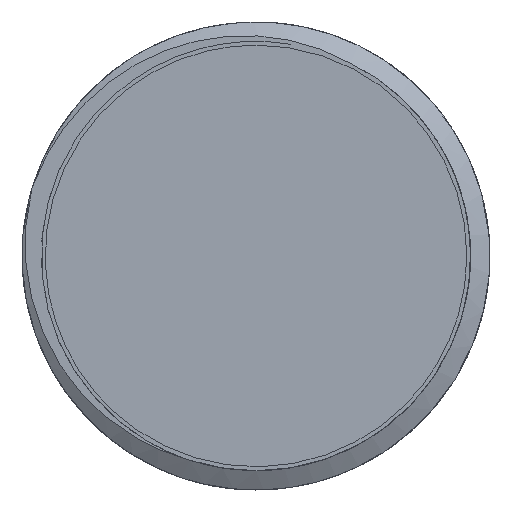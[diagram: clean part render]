
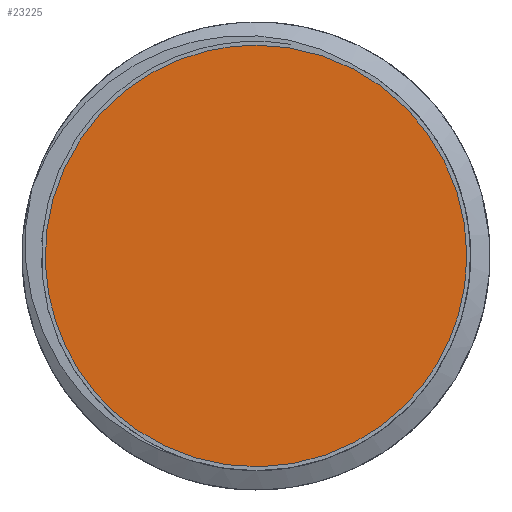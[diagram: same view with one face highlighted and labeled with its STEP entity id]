
A CAD part, left-side view. The second image highlights one B-rep face of the part: STEP entity #23225.
In plain terms, the highlighted free-form (B-spline) face has degree [1, 1] with [2, 2] control points.
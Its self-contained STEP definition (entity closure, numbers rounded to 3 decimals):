
#23196=CARTESIAN_POINT('',(30.855,0.,5.4));
#23197=VERTEX_POINT('',#23196);
#23203=CARTESIAN_POINT('',(30.855,0.,5.4));
#23204=CARTESIAN_POINT('',(30.855,-9.353,5.4));
#23205=CARTESIAN_POINT('',(30.855,-4.677,-2.7));
#23206=CARTESIAN_POINT('',(30.855,0.,-10.8));
#23207=CARTESIAN_POINT('',(30.855,4.677,-2.7));
#23208=CARTESIAN_POINT('',(30.855,9.353,5.4));
#23209=CARTESIAN_POINT('',(30.855,0.,5.4));
#23210=(BOUNDED_CURVE()B_SPLINE_CURVE(2,(#23203,#23204,#23205,#23206,#23207,#23208,#23209),.CIRCULAR_ARC.,.T.,.U.)B_SPLINE_CURVE_WITH_KNOTS((3,2,2,3),(0.,0.333,0.667,1.),.UNSPECIFIED.)CURVE()GEOMETRIC_REPRESENTATION_ITEM()RATIONAL_B_SPLINE_CURVE((1.,0.5,1.,0.5,1.,0.5,1.))REPRESENTATION_ITEM(''));
#23211=EDGE_CURVE('',#23197,#23197,#23210,.T.);
#23217=CARTESIAN_POINT('',(30.855,-10.288,-11.735));
#23218=CARTESIAN_POINT('',(30.855,10.288,-11.735));
#23219=CARTESIAN_POINT('',(30.855,-10.288,8.841));
#23220=CARTESIAN_POINT('',(30.855,10.288,8.841));
#23221=B_SPLINE_SURFACE_WITH_KNOTS('',1,1,((#23217,#23218),(#23219,#23220)),.PLANE_SURF.,.F.,.F.,.U.,(2,2),(2,2),(0.,1.),(0.,1.),.UNSPECIFIED.);
#23222=ORIENTED_EDGE('',*,*,#23211,.F.);
#23223=EDGE_LOOP('',(#23222));
#23224=FACE_OUTER_BOUND('',#23223,.T.);
#23225=ADVANCED_FACE('',(#23224),#23221,.T.);
